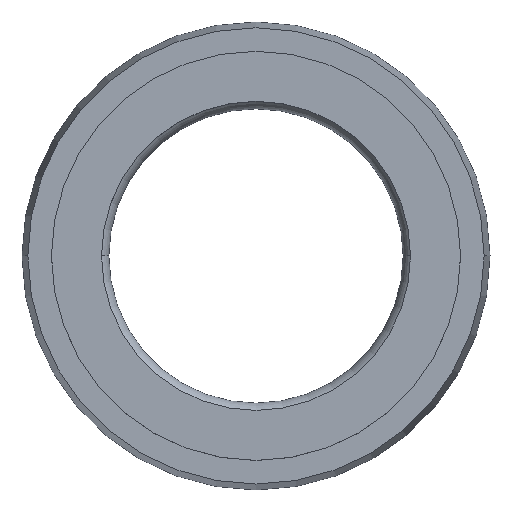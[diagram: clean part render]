
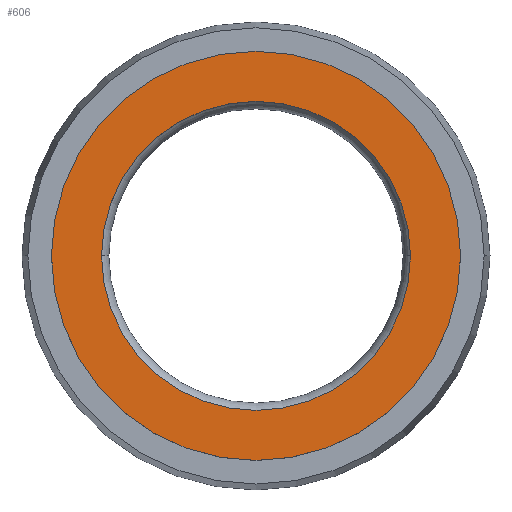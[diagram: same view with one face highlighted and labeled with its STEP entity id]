
A CAD part, top view. The second image highlights one B-rep face of the part: STEP entity #606.
In plain terms, the highlighted planar face has unit normal (0, 0, 1).
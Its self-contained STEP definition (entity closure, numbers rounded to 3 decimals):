
#3 = ORIENTED_EDGE ( 'NONE', *, *, #644, .F. ) ;
#26 = CIRCLE ( 'NONE', #259, 6.95 ) ;
#87 = EDGE_LOOP ( 'NONE', ( #3, #626 ) ) ;
#89 = VERTEX_POINT ( 'NONE', #221 ) ;
#105 = DIRECTION ( 'NONE',  ( 0., 0., -1. ) ) ;
#108 = EDGE_CURVE ( 'NONE', #391, #401, #26, .T. ) ;
#115 = AXIS2_PLACEMENT_3D ( 'NONE', #608, #558, #417 ) ;
#159 = AXIS2_PLACEMENT_3D ( 'NONE', #521, #384, #474 ) ;
#189 = VERTEX_POINT ( 'NONE', #462 ) ;
#199 = CARTESIAN_POINT ( 'NONE',  ( 0., 0., 0. ) ) ;
#212 = AXIS2_PLACEMENT_3D ( 'NONE', #511, #105, #318 ) ;
#221 = CARTESIAN_POINT ( 'NONE',  ( -5.25, 0., 0. ) ) ;
#250 = EDGE_CURVE ( 'NONE', #401, #391, #396, .T. ) ;
#259 = AXIS2_PLACEMENT_3D ( 'NONE', #513, #269, #618 ) ;
#269 = DIRECTION ( 'NONE',  ( 0., 0., 1. ) ) ;
#318 = DIRECTION ( 'NONE',  ( -1., 0., 0. ) ) ;
#325 = ORIENTED_EDGE ( 'NONE', *, *, #250, .T. ) ;
#335 = CIRCLE ( 'NONE', #115, 5.25 ) ;
#339 = CARTESIAN_POINT ( 'NONE',  ( -6.95, 0., 0. ) ) ;
#340 = EDGE_CURVE ( 'NONE', #89, #189, #570, .T. ) ;
#345 = CARTESIAN_POINT ( 'NONE',  ( 6.95, 0., 0. ) ) ;
#356 = EDGE_LOOP ( 'NONE', ( #442, #325 ) ) ;
#384 = DIRECTION ( 'NONE',  ( 0., 0., 1. ) ) ;
#387 = DIRECTION ( 'NONE',  ( 0., 0., 1. ) ) ;
#391 = VERTEX_POINT ( 'NONE', #345 ) ;
#396 = CIRCLE ( 'NONE', #159, 6.95 ) ;
#401 = VERTEX_POINT ( 'NONE', #339 ) ;
#417 = DIRECTION ( 'NONE',  ( 1., 0., 0. ) ) ;
#442 = ORIENTED_EDGE ( 'NONE', *, *, #108, .T. ) ;
#453 = FACE_BOUND ( 'NONE', #87, .T. ) ;
#460 = PLANE ( 'NONE',  #212 ) ;
#462 = CARTESIAN_POINT ( 'NONE',  ( 5.25, 0., 0. ) ) ;
#464 = FACE_OUTER_BOUND ( 'NONE', #356, .T. ) ;
#474 = DIRECTION ( 'NONE',  ( 1., 0., 0. ) ) ;
#475 = AXIS2_PLACEMENT_3D ( 'NONE', #199, #387, #584 ) ;
#511 = CARTESIAN_POINT ( 'NONE',  ( 0., 0., 0. ) ) ;
#513 = CARTESIAN_POINT ( 'NONE',  ( 0., 0., 0. ) ) ;
#521 = CARTESIAN_POINT ( 'NONE',  ( 0., 0., 0. ) ) ;
#558 = DIRECTION ( 'NONE',  ( 0., 0., 1. ) ) ;
#570 = CIRCLE ( 'NONE', #475, 5.25 ) ;
#584 = DIRECTION ( 'NONE',  ( 1., 0., 0. ) ) ;
#606 = ADVANCED_FACE ( 'NONE', ( #453, #464 ), #460, .F. ) ;
#608 = CARTESIAN_POINT ( 'NONE',  ( 0., 0., 0. ) ) ;
#618 = DIRECTION ( 'NONE',  ( 1., 0., 0. ) ) ;
#626 = ORIENTED_EDGE ( 'NONE', *, *, #340, .F. ) ;
#644 = EDGE_CURVE ( 'NONE', #189, #89, #335, .T. ) ;
